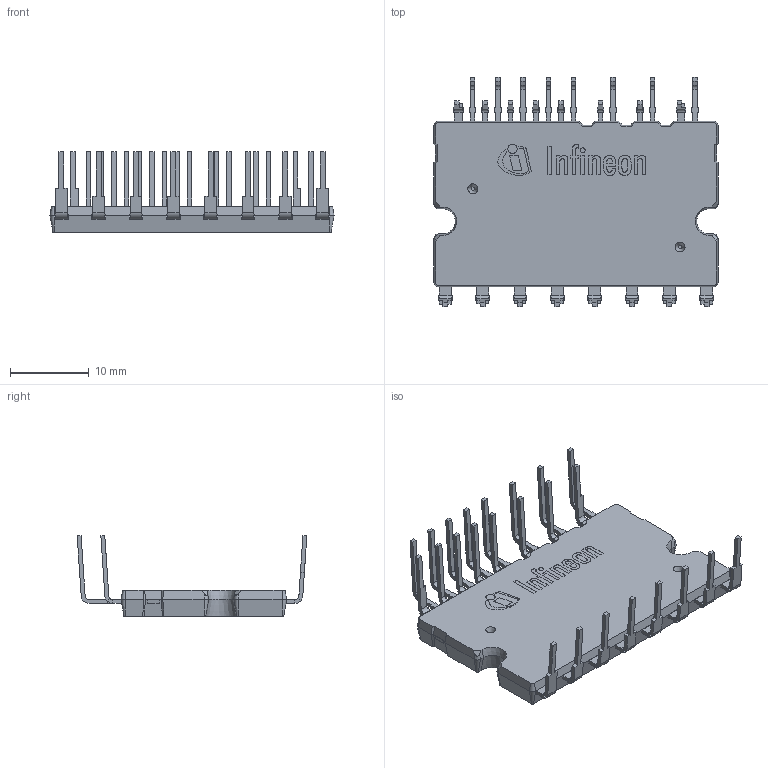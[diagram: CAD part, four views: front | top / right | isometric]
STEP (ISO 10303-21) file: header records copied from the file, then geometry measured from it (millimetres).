
FILE_DESCRIPTION(/* description */ (''),/* implementation_level */ '2;1');
FILE_NAME(/* name */ 'PG-MDIP-24-41_Z8B00193702_V01_3D.stp',/* time_stamp */ '2019-08-22T19:09:07+06:00',/* author */ ('janartha'),/* organization */ (''),/* preprocessor_version */ 'ST-DEVELOPER v16.13',/* originating_system */ 'AutoCAD Mechanical',/* authorisation */ '');
FILE_SCHEMA (('AUTOMOTIVE_DESIGN { 1 0 10303 214 3 1 1 }'));
Length unit declared in the file: millimetre
Products named in the file (1): Product
Bounding box: 36 x 29.1 x 10.26 mm (x, y, z)
Volume: 2465.3 mm3; surface area: 4580.8 mm2
Topology: 41 solids, 41 shells, 704 faces, 1776 edges, 1164 vertices
Faces by surface type: plane 606, cylinder 55, cone 25, bspline 18
Full cylindrical faces by diameter (mm): 0.591 x1, 1.178 x1, 1.5 x4
Entity records: 20981 total; most frequent: CARTESIAN_POINT 4024, ORIENTED_EDGE 3528, DIRECTION 3327, EDGE_CURVE 1764, LINE 1505, VECTOR 1505, VERTEX_POINT 1162, AXIS2_PLACEMENT_3D 911
